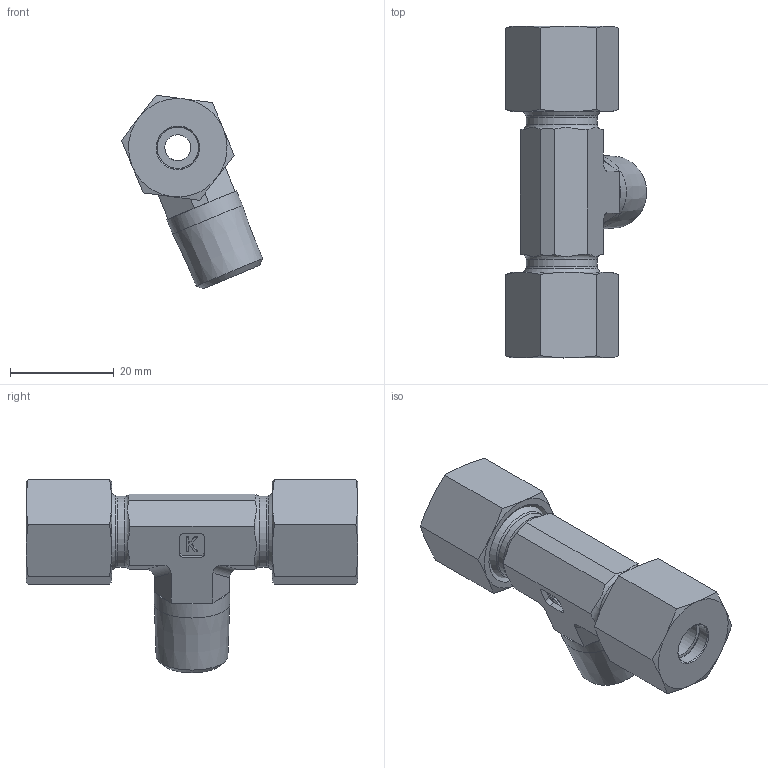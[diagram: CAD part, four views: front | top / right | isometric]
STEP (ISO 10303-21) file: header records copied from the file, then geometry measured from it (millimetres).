
FILE_DESCRIPTION((''),'2;1');
FILE_NAME('27003081416.stp','2014-08-21T15:23:34',(''),('KNOMI spol. s r. o.'),'Autodesk Inventor 2012','Autodesk Inventor 2012','');
FILE_SCHEMA(('AUTOMOTIVE_DESIGN { 1 2 10303 214 0 1 1 1 }'));
Length unit declared in the file: millimetre
Products named in the file (4): THCM3K  8SMkuž M14K/M16; 26003081416; 3980816; 40108
Assembly tree (5 placements, depth 2):
  THCM3K  8SMkuž M14K/M16
    26003081416
    3980816  x2
    40108  x2
Bounding box: 27.22 x 64 x 37.33 mm (x, y, z)
Volume: 16291.8 mm3; surface area: 10376 mm2
Topology: 5 solids, 5 shells, 166 faces, 403 edges, 255 vertices
Faces by surface type: plane 84, cone 47, cylinder 29, torus 6
Full cylindrical faces by diameter (mm): 5 x2, 8 x6, 10 x2, 12 x2, 13.7 x2, 14.376 x2, 14.532 x1, 16 x2
Entity records: 3948 total; most frequent: CARTESIAN_POINT 786, DIRECTION 621, ORIENTED_EDGE 546, EDGE_CURVE 273, AXIS2_PLACEMENT_3D 243, VERTEX_POINT 187, EDGE_LOOP 178, STYLED_ITEM 139
